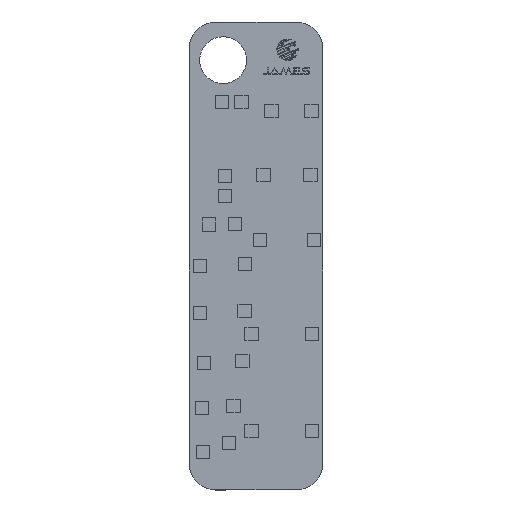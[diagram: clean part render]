
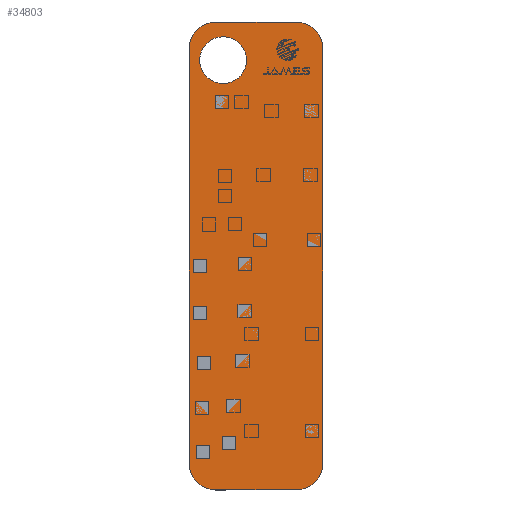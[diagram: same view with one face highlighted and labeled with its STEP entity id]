
A CAD part, top view. The second image highlights one B-rep face of the part: STEP entity #34803.
In plain terms, the highlighted planar face has unit normal (0, 0, 1).
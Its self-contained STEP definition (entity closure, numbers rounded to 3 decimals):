
#155 = EDGE_LOOP ( 'NONE', ( #70912, #37400 ) ) ;
#1227 = VERTEX_POINT ( 'NONE', #48673 ) ;
#1652 = VERTEX_POINT ( 'NONE', #53221 ) ;
#2170 = DIRECTION ( 'NONE',  ( 0., 1., 0. ) ) ;
#3652 = CIRCLE ( 'NONE', #77985, 4. ) ;
#4066 = CARTESIAN_POINT ( 'NONE',  ( -6., 31., 2.995 ) ) ;
#6378 = DIRECTION ( 'NONE',  ( 0., 1., 0. ) ) ;
#6578 = CIRCLE ( 'NONE', #69903, 3.5 ) ;
#6655 = EDGE_CURVE ( 'NONE', #1652, #59447, #68666, .T. ) ;
#7157 = CARTESIAN_POINT ( 'NONE',  ( 0., 0., 2.995 ) ) ;
#7999 = FACE_BOUND ( 'NONE', #155, .T. ) ;
#8310 = EDGE_CURVE ( 'NONE', #65679, #66681, #47860, .T. ) ;
#8424 = PLANE ( 'NONE',  #31638 ) ;
#8857 = DIRECTION ( 'NONE',  ( 0., 1., 0. ) ) ;
#8888 = ORIENTED_EDGE ( 'NONE', *, *, #23823, .T. ) ;
#9240 = DIRECTION ( 'NONE',  ( 1., 0., 0. ) ) ;
#9632 = VECTOR ( 'NONE', #62157, 1000. ) ;
#9816 = CIRCLE ( 'NONE', #60706, 4. ) ;
#9852 = EDGE_CURVE ( 'NONE', #1227, #66681, #9816, .T. ) ;
#11941 = AXIS2_PLACEMENT_3D ( 'NONE', #71932, #65428, #6378 ) ;
#14463 = DIRECTION ( 'NONE',  ( 0., 0., -1. ) ) ;
#14494 = CARTESIAN_POINT ( 'NONE',  ( -6., -31., 2.995 ) ) ;
#14682 = DIRECTION ( 'NONE',  ( -1., 0., 0. ) ) ;
#15117 = CARTESIAN_POINT ( 'NONE',  ( -10., -35., 2.995 ) ) ;
#15732 = CARTESIAN_POINT ( 'NONE',  ( 10., 35., 2.995 ) ) ;
#17007 = CARTESIAN_POINT ( 'NONE',  ( -6., 35., 2.995 ) ) ;
#18950 = EDGE_CURVE ( 'NONE', #65679, #20109, #57404, .T. ) ;
#20109 = VERTEX_POINT ( 'NONE', #80229 ) ;
#20935 = CARTESIAN_POINT ( 'NONE',  ( -10., 35., 2.995 ) ) ;
#21662 = VERTEX_POINT ( 'NONE', #62924 ) ;
#22100 = CARTESIAN_POINT ( 'NONE',  ( -10., 35., 2.995 ) ) ;
#22562 = EDGE_CURVE ( 'NONE', #59447, #1652, #6578, .T. ) ;
#23823 = EDGE_CURVE ( 'NONE', #21662, #47219, #3652, .T. ) ;
#27331 = CARTESIAN_POINT ( 'NONE',  ( 6., -35., 2.995 ) ) ;
#28202 = DIRECTION ( 'NONE',  ( 0., -1., 0. ) ) ;
#28845 = ORIENTED_EDGE ( 'NONE', *, *, #82002, .F. ) ;
#30207 = AXIS2_PLACEMENT_3D ( 'NONE', #4066, #81661, #62656 ) ;
#31638 = AXIS2_PLACEMENT_3D ( 'NONE', #7157, #14463, #28202 ) ;
#33552 = CARTESIAN_POINT ( 'NONE',  ( -10., 31., 2.995 ) ) ;
#33625 = DIRECTION ( 'NONE',  ( 0., 0., 1. ) ) ;
#34803 = ADVANCED_FACE ( 'NONE', ( #7999, #79137 ), #8424, .F. ) ;
#35298 = CARTESIAN_POINT ( 'NONE',  ( 6., 31., 2.995 ) ) ;
#36343 = DIRECTION ( 'NONE',  ( 0., 0., -1. ) ) ;
#37400 = ORIENTED_EDGE ( 'NONE', *, *, #22562, .T. ) ;
#38260 = DIRECTION ( 'NONE',  ( 0., -1., 0. ) ) ;
#38366 = AXIS2_PLACEMENT_3D ( 'NONE', #48047, #36343, #61390 ) ;
#41955 = VERTEX_POINT ( 'NONE', #33552 ) ;
#44723 = CARTESIAN_POINT ( 'NONE',  ( -4.92, 29.292, 2.995 ) ) ;
#44760 = VECTOR ( 'NONE', #9240, 1000. ) ;
#47219 = VERTEX_POINT ( 'NONE', #62221 ) ;
#47860 = LINE ( 'NONE', #15117, #82151 ) ;
#48047 = CARTESIAN_POINT ( 'NONE',  ( -4.92, 29.292, 2.995 ) ) ;
#48673 = CARTESIAN_POINT ( 'NONE',  ( -10., -31., 2.995 ) ) ;
#50635 = EDGE_CURVE ( 'NONE', #21662, #20109, #74796, .T. ) ;
#51447 = ORIENTED_EDGE ( 'NONE', *, *, #18950, .T. ) ;
#53221 = CARTESIAN_POINT ( 'NONE',  ( -4.92, 32.792, 2.995 ) ) ;
#55311 = EDGE_CURVE ( 'NONE', #67949, #47219, #61828, .T. ) ;
#55393 = DIRECTION ( 'NONE',  ( 0., -1., 0. ) ) ;
#55967 = ORIENTED_EDGE ( 'NONE', *, *, #9852, .T. ) ;
#56934 = CARTESIAN_POINT ( 'NONE',  ( -4.92, 25.792, 2.995 ) ) ;
#57404 = CIRCLE ( 'NONE', #11941, 4. ) ;
#59447 = VERTEX_POINT ( 'NONE', #56934 ) ;
#60706 = AXIS2_PLACEMENT_3D ( 'NONE', #14494, #61866, #8857 ) ;
#61307 = LINE ( 'NONE', #22100, #9632 ) ;
#61390 = DIRECTION ( 'NONE',  ( 0., -1., 0. ) ) ;
#61828 = LINE ( 'NONE', #20935, #44760 ) ;
#61866 = DIRECTION ( 'NONE',  ( 0., 0., 1. ) ) ;
#62157 = DIRECTION ( 'NONE',  ( 0., 1., 0. ) ) ;
#62221 = CARTESIAN_POINT ( 'NONE',  ( 6., 35., 2.995 ) ) ;
#62656 = DIRECTION ( 'NONE',  ( 0., 1., 0. ) ) ;
#62830 = VECTOR ( 'NONE', #55393, 1000. ) ;
#62924 = CARTESIAN_POINT ( 'NONE',  ( 10., 31., 2.995 ) ) ;
#63607 = CARTESIAN_POINT ( 'NONE',  ( -6., -35., 2.995 ) ) ;
#65428 = DIRECTION ( 'NONE',  ( 0., 0., 1. ) ) ;
#65496 = ORIENTED_EDGE ( 'NONE', *, *, #55311, .F. ) ;
#65679 = VERTEX_POINT ( 'NONE', #27331 ) ;
#66681 = VERTEX_POINT ( 'NONE', #63607 ) ;
#67433 = CIRCLE ( 'NONE', #30207, 4. ) ;
#67949 = VERTEX_POINT ( 'NONE', #17007 ) ;
#68666 = CIRCLE ( 'NONE', #38366, 3.5 ) ;
#69903 = AXIS2_PLACEMENT_3D ( 'NONE', #44723, #83098, #38260 ) ;
#70912 = ORIENTED_EDGE ( 'NONE', *, *, #6655, .T. ) ;
#71932 = CARTESIAN_POINT ( 'NONE',  ( 6., -31., 2.995 ) ) ;
#74796 = LINE ( 'NONE', #15732, #62830 ) ;
#77985 = AXIS2_PLACEMENT_3D ( 'NONE', #35298, #33625, #2170 ) ;
#79137 = FACE_OUTER_BOUND ( 'NONE', #83125, .T. ) ;
#79459 = ORIENTED_EDGE ( 'NONE', *, *, #84282, .T. ) ;
#80229 = CARTESIAN_POINT ( 'NONE',  ( 10., -31., 2.995 ) ) ;
#81661 = DIRECTION ( 'NONE',  ( 0., 0., 1. ) ) ;
#81820 = ORIENTED_EDGE ( 'NONE', *, *, #8310, .F. ) ;
#82002 = EDGE_CURVE ( 'NONE', #1227, #41955, #61307, .T. ) ;
#82151 = VECTOR ( 'NONE', #14682, 1000. ) ;
#83098 = DIRECTION ( 'NONE',  ( 0., 0., -1. ) ) ;
#83125 = EDGE_LOOP ( 'NONE', ( #51447, #85294, #8888, #65496, #79459, #28845, #55967, #81820 ) ) ;
#84282 = EDGE_CURVE ( 'NONE', #67949, #41955, #67433, .T. ) ;
#85294 = ORIENTED_EDGE ( 'NONE', *, *, #50635, .F. ) ;
